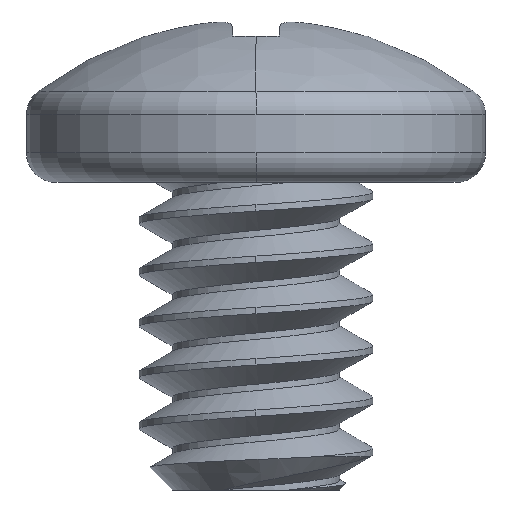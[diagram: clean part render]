
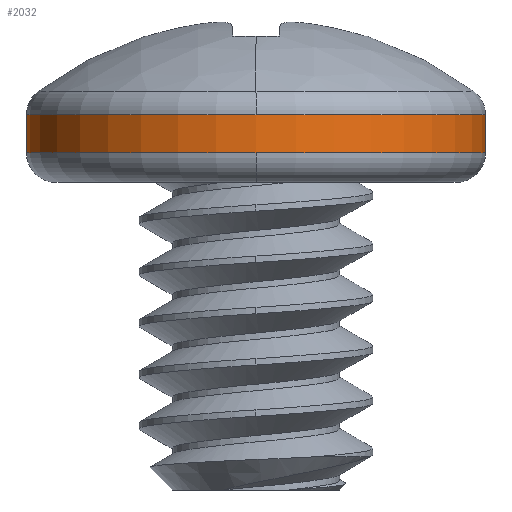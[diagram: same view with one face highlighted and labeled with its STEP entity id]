
A CAD part, front view. The second image highlights one B-rep face of the part: STEP entity #2032.
In plain terms, the highlighted cylindrical face has radius 4.737 mm (diameter 9.474 mm), a partial arc.
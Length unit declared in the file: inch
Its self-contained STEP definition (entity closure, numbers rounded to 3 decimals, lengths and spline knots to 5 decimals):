
#78 = CARTESIAN_POINT ( 'NONE',  ( 0., -0.1865, 0.30485 ) ) ;
#79 = DIRECTION ( 'NONE',  ( 0., 0., 1. ) ) ;
#104 = CARTESIAN_POINT ( 'NONE',  ( 0., 0., 0.30485 ) ) ;
#131 = VERTEX_POINT ( 'NONE', #1962 ) ;
#308 = VECTOR ( 'NONE', #1903, 39.37008 ) ;
#341 = ORIENTED_EDGE ( 'NONE', *, *, #2929, .F. ) ;
#384 = CIRCLE ( 'NONE', #3008, 0.1865 ) ;
#397 = EDGE_CURVE ( 'NONE', #1551, #3141, #2785, .T. ) ;
#585 = EDGE_CURVE ( 'NONE', #2566, #131, #2159, .T. ) ;
#595 = CARTESIAN_POINT ( 'NONE',  ( -0.1865, 0., 0. ) ) ;
#656 = EDGE_CURVE ( 'NONE', #857, #2566, #384, .T. ) ;
#691 = DIRECTION ( 'NONE',  ( 0., 0., 1. ) ) ;
#701 = DIRECTION ( 'NONE',  ( 0., -1., 0. ) ) ;
#732 = DIRECTION ( 'NONE',  ( -1., 0., 0. ) ) ;
#857 = VERTEX_POINT ( 'NONE', #2003 ) ;
#877 = DIRECTION ( 'NONE',  ( 0., 0., 1. ) ) ;
#970 = AXIS2_PLACEMENT_3D ( 'NONE', #1623, #79, #2194 ) ;
#982 = VERTEX_POINT ( 'NONE', #1576 ) ;
#1004 = LINE ( 'NONE', #3415, #2416 ) ;
#1005 = DIRECTION ( 'NONE',  ( 0., 0., -1. ) ) ;
#1070 = DIRECTION ( 'NONE',  ( 0., -1., 0. ) ) ;
#1098 = EDGE_CURVE ( 'NONE', #3141, #982, #1536, .T. ) ;
#1146 = ORIENTED_EDGE ( 'NONE', *, *, #1098, .T. ) ;
#1264 = AXIS2_PLACEMENT_3D ( 'NONE', #1556, #2152, #1070 ) ;
#1277 = EDGE_LOOP ( 'NONE', ( #341, #2129, #2511, #2809, #2591, #1146 ) ) ;
#1502 = CARTESIAN_POINT ( 'NONE',  ( 0., 0., 0. ) ) ;
#1536 = CIRCLE ( 'NONE', #970, 0.1865 ) ;
#1551 = VERTEX_POINT ( 'NONE', #2384 ) ;
#1556 = CARTESIAN_POINT ( 'NONE',  ( 0., 0., 0.27394 ) ) ;
#1576 = CARTESIAN_POINT ( 'NONE',  ( 0.1865, 0., 0.27394 ) ) ;
#1623 = CARTESIAN_POINT ( 'NONE',  ( 0., 0., 0.27394 ) ) ;
#1681 = EDGE_CURVE ( 'NONE', #857, #1551, #1977, .T. ) ;
#1813 = CARTESIAN_POINT ( 'NONE',  ( 0., -0.1865, 0.27394 ) ) ;
#1903 = DIRECTION ( 'NONE',  ( 0., 0., -1. ) ) ;
#1921 = DIRECTION ( 'NONE',  ( 0., -1., 0. ) ) ;
#1931 = FACE_OUTER_BOUND ( 'NONE', #1277, .T. ) ;
#1962 = CARTESIAN_POINT ( 'NONE',  ( 0.1865, 0., 0.30485 ) ) ;
#1977 = LINE ( 'NONE', #595, #308 ) ;
#2003 = CARTESIAN_POINT ( 'NONE',  ( -0.1865, 0., 0.30485 ) ) ;
#2025 = CARTESIAN_POINT ( 'NONE',  ( 0., 0., 0.30485 ) ) ;
#2032 = ADVANCED_FACE ( 'NONE', ( #1931 ), #2132, .T. ) ;
#2129 = ORIENTED_EDGE ( 'NONE', *, *, #585, .F. ) ;
#2132 = CYLINDRICAL_SURFACE ( 'NONE', #3143, 0.1865 ) ;
#2152 = DIRECTION ( 'NONE',  ( 0., 0., 1. ) ) ;
#2159 = CIRCLE ( 'NONE', #3353, 0.1865 ) ;
#2194 = DIRECTION ( 'NONE',  ( 0., -1., 0. ) ) ;
#2306 = DIRECTION ( 'NONE',  ( 0., 0., -1. ) ) ;
#2384 = CARTESIAN_POINT ( 'NONE',  ( -0.1865, 0., 0.27394 ) ) ;
#2416 = VECTOR ( 'NONE', #1005, 39.37008 ) ;
#2511 = ORIENTED_EDGE ( 'NONE', *, *, #656, .F. ) ;
#2566 = VERTEX_POINT ( 'NONE', #78 ) ;
#2591 = ORIENTED_EDGE ( 'NONE', *, *, #397, .T. ) ;
#2785 = CIRCLE ( 'NONE', #1264, 0.1865 ) ;
#2809 = ORIENTED_EDGE ( 'NONE', *, *, #1681, .T. ) ;
#2929 = EDGE_CURVE ( 'NONE', #131, #982, #1004, .T. ) ;
#3008 = AXIS2_PLACEMENT_3D ( 'NONE', #2025, #691, #701 ) ;
#3141 = VERTEX_POINT ( 'NONE', #1813 ) ;
#3143 = AXIS2_PLACEMENT_3D ( 'NONE', #1502, #2306, #732 ) ;
#3353 = AXIS2_PLACEMENT_3D ( 'NONE', #104, #877, #1921 ) ;
#3415 = CARTESIAN_POINT ( 'NONE',  ( 0.1865, 0., 0. ) ) ;
